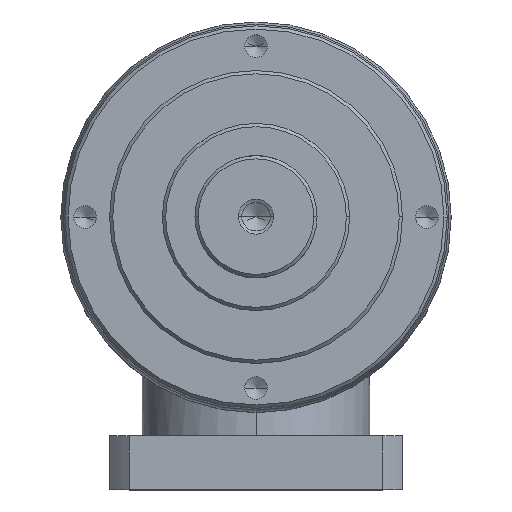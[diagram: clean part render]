
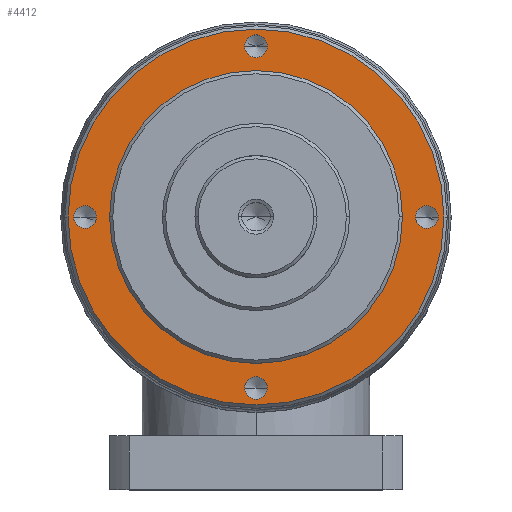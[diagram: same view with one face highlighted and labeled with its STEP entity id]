
A CAD part, top view. The second image highlights one B-rep face of the part: STEP entity #4412.
In plain terms, the highlighted planar face has unit normal (0, 0, 1).
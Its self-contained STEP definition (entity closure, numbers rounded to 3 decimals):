
#73 = AXIS2_PLACEMENT_3D ( 'NONE', #10664, #3939, #11771 ) ;
#430 = DIRECTION ( 'NONE',  ( 1., 0., 0. ) ) ;
#436 = DIRECTION ( 'NONE',  ( 1., 0., 0. ) ) ;
#440 = CIRCLE ( 'NONE', #6814, 7. ) ;
#465 = CIRCLE ( 'NONE', #73, 115.5 ) ;
#594 = CIRCLE ( 'NONE', #11055, 7. ) ;
#734 = AXIS2_PLACEMENT_3D ( 'NONE', #13394, #14518, #7825 ) ;
#739 = AXIS2_PLACEMENT_3D ( 'NONE', #7578, #885, #8715 ) ;
#786 = CIRCLE ( 'NONE', #9465, 90. ) ;
#824 = CIRCLE ( 'NONE', #9229, 90. ) ;
#864 = CARTESIAN_POINT ( 'NONE',  ( -115.5, 0., 226. ) ) ;
#885 = DIRECTION ( 'NONE',  ( 0., 0., 1. ) ) ;
#937 = CIRCLE ( 'NONE', #8351, 7. ) ;
#1086 = CARTESIAN_POINT ( 'NONE',  ( 98., 0., 226. ) ) ;
#1194 = EDGE_LOOP ( 'NONE', ( #6082, #6244 ) ) ;
#1232 = EDGE_LOOP ( 'NONE', ( #13083, #4127 ) ) ;
#1379 = CIRCLE ( 'NONE', #11351, 115.5 ) ;
#1637 = FACE_BOUND ( 'NONE', #2036, .T. ) ;
#1738 = DIRECTION ( 'NONE',  ( 0., 0., 1. ) ) ;
#1853 = VERTEX_POINT ( 'NONE', #1086 ) ;
#2014 = CARTESIAN_POINT ( 'NONE',  ( 0., 0., 226. ) ) ;
#2015 = VERTEX_POINT ( 'NONE', #14034 ) ;
#2036 = EDGE_LOOP ( 'NONE', ( #11100, #4737 ) ) ;
#2126 = CARTESIAN_POINT ( 'NONE',  ( -105., 0., 226. ) ) ;
#2152 = CIRCLE ( 'NONE', #11871, 7. ) ;
#2176 = VERTEX_POINT ( 'NONE', #864 ) ;
#2280 = EDGE_CURVE ( 'NONE', #8059, #2015, #2152, .T. ) ;
#2316 = CIRCLE ( 'NONE', #13497, 7. ) ;
#2573 = DIRECTION ( 'NONE',  ( 0., 0., 1. ) ) ;
#2653 = CARTESIAN_POINT ( 'NONE',  ( -98., 0., 226. ) ) ;
#2757 = DIRECTION ( 'NONE',  ( 0., 0., 1. ) ) ;
#2832 = DIRECTION ( 'NONE',  ( 0., 0., 1. ) ) ;
#2956 = CARTESIAN_POINT ( 'NONE',  ( 112., 0., 226. ) ) ;
#3055 = ORIENTED_EDGE ( 'NONE', *, *, #10979, .F. ) ;
#3133 = DIRECTION ( 'NONE',  ( 1., 0., 0. ) ) ;
#3239 = VERTEX_POINT ( 'NONE', #6315 ) ;
#3245 = DIRECTION ( 'NONE',  ( 1., 0., 0. ) ) ;
#3247 = CARTESIAN_POINT ( 'NONE',  ( 7., 105., 226. ) ) ;
#3320 = ORIENTED_EDGE ( 'NONE', *, *, #12866, .F. ) ;
#3652 = EDGE_CURVE ( 'NONE', #2015, #8059, #440, .T. ) ;
#3655 = CARTESIAN_POINT ( 'NONE',  ( 0., 105., 226. ) ) ;
#3657 = CARTESIAN_POINT ( 'NONE',  ( -7., 105., 226. ) ) ;
#3753 = ORIENTED_EDGE ( 'NONE', *, *, #2280, .F. ) ;
#3896 = FACE_BOUND ( 'NONE', #7382, .T. ) ;
#3939 = DIRECTION ( 'NONE',  ( 0., 0., 1. ) ) ;
#4086 = AXIS2_PLACEMENT_3D ( 'NONE', #3655, #11491, #4771 ) ;
#4127 = ORIENTED_EDGE ( 'NONE', *, *, #11429, .F. ) ;
#4137 = VERTEX_POINT ( 'NONE', #2956 ) ;
#4257 = FACE_BOUND ( 'NONE', #1232, .T. ) ;
#4412 = ADVANCED_FACE ( 'NONE', ( #4257, #1637, #9870, #10223, #6884, #3896 ), #10017, .T. ) ;
#4651 = CARTESIAN_POINT ( 'NONE',  ( 105., 0., 226. ) ) ;
#4737 = ORIENTED_EDGE ( 'NONE', *, *, #6752, .F. ) ;
#4771 = DIRECTION ( 'NONE',  ( 1., 0., 0. ) ) ;
#4779 = CARTESIAN_POINT ( 'NONE',  ( -7., -105., 226. ) ) ;
#4811 = VERTEX_POINT ( 'NONE', #8347 ) ;
#4874 = EDGE_CURVE ( 'NONE', #4137, #1853, #2316, .T. ) ;
#5607 = VERTEX_POINT ( 'NONE', #3657 ) ;
#5756 = DIRECTION ( 'NONE',  ( 1., 0., 0. ) ) ;
#6051 = VERTEX_POINT ( 'NONE', #6113 ) ;
#6082 = ORIENTED_EDGE ( 'NONE', *, *, #9984, .T. ) ;
#6113 = CARTESIAN_POINT ( 'NONE',  ( 7., -105., 226. ) ) ;
#6244 = ORIENTED_EDGE ( 'NONE', *, *, #11623, .T. ) ;
#6315 = CARTESIAN_POINT ( 'NONE',  ( -90., 0., 226. ) ) ;
#6752 = EDGE_CURVE ( 'NONE', #1853, #4137, #594, .T. ) ;
#6814 = AXIS2_PLACEMENT_3D ( 'NONE', #9281, #2573, #10405 ) ;
#6884 = FACE_OUTER_BOUND ( 'NONE', #1194, .T. ) ;
#7153 = DIRECTION ( 'NONE',  ( 0., 0., 1. ) ) ;
#7157 = DIRECTION ( 'NONE',  ( 0., 0., 1. ) ) ;
#7279 = CIRCLE ( 'NONE', #739, 7. ) ;
#7382 = EDGE_LOOP ( 'NONE', ( #3320, #3055 ) ) ;
#7578 = CARTESIAN_POINT ( 'NONE',  ( 0., 105., 226. ) ) ;
#7825 = DIRECTION ( 'NONE',  ( 1., 0., 0. ) ) ;
#8059 = VERTEX_POINT ( 'NONE', #2653 ) ;
#8167 = CIRCLE ( 'NONE', #4086, 7. ) ;
#8347 = CARTESIAN_POINT ( 'NONE',  ( 115.5, 0., 226. ) ) ;
#8351 = AXIS2_PLACEMENT_3D ( 'NONE', #9561, #2832, #10685 ) ;
#8440 = CARTESIAN_POINT ( 'NONE',  ( 105., 0., 226. ) ) ;
#8715 = DIRECTION ( 'NONE',  ( 1., 0., 0. ) ) ;
#9108 = AXIS2_PLACEMENT_3D ( 'NONE', #9470, #2757, #10588 ) ;
#9229 = AXIS2_PLACEMENT_3D ( 'NONE', #13846, #7153, #430 ) ;
#9248 = CARTESIAN_POINT ( 'NONE',  ( 90., 0., 226. ) ) ;
#9281 = CARTESIAN_POINT ( 'NONE',  ( -105., 0., 226. ) ) ;
#9465 = AXIS2_PLACEMENT_3D ( 'NONE', #13851, #7157, #436 ) ;
#9470 = CARTESIAN_POINT ( 'NONE',  ( 0., -105., 226. ) ) ;
#9514 = VERTEX_POINT ( 'NONE', #3247 ) ;
#9561 = CARTESIAN_POINT ( 'NONE',  ( 0., -105., 226. ) ) ;
#9574 = DIRECTION ( 'NONE',  ( 1., 0., 0. ) ) ;
#9580 = ORIENTED_EDGE ( 'NONE', *, *, #3652, .F. ) ;
#9847 = DIRECTION ( 'NONE',  ( 0., 0., 1. ) ) ;
#9869 = EDGE_CURVE ( 'NONE', #6051, #13498, #10994, .T. ) ;
#9870 = FACE_BOUND ( 'NONE', #12320, .T. ) ;
#9971 = DIRECTION ( 'NONE',  ( 0., 0., 1. ) ) ;
#9984 = EDGE_CURVE ( 'NONE', #2176, #4811, #1379, .T. ) ;
#10017 = PLANE ( 'NONE',  #734 ) ;
#10102 = ORIENTED_EDGE ( 'NONE', *, *, #9869, .F. ) ;
#10223 = FACE_BOUND ( 'NONE', #12210, .T. ) ;
#10405 = DIRECTION ( 'NONE',  ( 1., 0., 0. ) ) ;
#10588 = DIRECTION ( 'NONE',  ( 1., 0., 0. ) ) ;
#10664 = CARTESIAN_POINT ( 'NONE',  ( 0., 0., 226. ) ) ;
#10685 = DIRECTION ( 'NONE',  ( 1., 0., 0. ) ) ;
#10913 = VERTEX_POINT ( 'NONE', #9248 ) ;
#10979 = EDGE_CURVE ( 'NONE', #3239, #10913, #824, .T. ) ;
#10994 = CIRCLE ( 'NONE', #9108, 7. ) ;
#11055 = AXIS2_PLACEMENT_3D ( 'NONE', #4651, #12478, #5756 ) ;
#11100 = ORIENTED_EDGE ( 'NONE', *, *, #4874, .F. ) ;
#11351 = AXIS2_PLACEMENT_3D ( 'NONE', #2014, #9847, #3133 ) ;
#11429 = EDGE_CURVE ( 'NONE', #5607, #9514, #8167, .T. ) ;
#11491 = DIRECTION ( 'NONE',  ( 0., 0., 1. ) ) ;
#11623 = EDGE_CURVE ( 'NONE', #4811, #2176, #465, .T. ) ;
#11771 = DIRECTION ( 'NONE',  ( 1., 0., 0. ) ) ;
#11871 = AXIS2_PLACEMENT_3D ( 'NONE', #2126, #9971, #3245 ) ;
#12210 = EDGE_LOOP ( 'NONE', ( #3753, #9580 ) ) ;
#12320 = EDGE_LOOP ( 'NONE', ( #10102, #13056 ) ) ;
#12467 = EDGE_CURVE ( 'NONE', #9514, #5607, #7279, .T. ) ;
#12478 = DIRECTION ( 'NONE',  ( 0., 0., 1. ) ) ;
#12866 = EDGE_CURVE ( 'NONE', #10913, #3239, #786, .T. ) ;
#13056 = ORIENTED_EDGE ( 'NONE', *, *, #14073, .F. ) ;
#13083 = ORIENTED_EDGE ( 'NONE', *, *, #12467, .F. ) ;
#13394 = CARTESIAN_POINT ( 'NONE',  ( 0., 0., 226. ) ) ;
#13497 = AXIS2_PLACEMENT_3D ( 'NONE', #8440, #1738, #9574 ) ;
#13498 = VERTEX_POINT ( 'NONE', #4779 ) ;
#13846 = CARTESIAN_POINT ( 'NONE',  ( 0., 0., 226. ) ) ;
#13851 = CARTESIAN_POINT ( 'NONE',  ( 0., 0., 226. ) ) ;
#14034 = CARTESIAN_POINT ( 'NONE',  ( -112., 0., 226. ) ) ;
#14073 = EDGE_CURVE ( 'NONE', #13498, #6051, #937, .T. ) ;
#14518 = DIRECTION ( 'NONE',  ( 0., 0., 1. ) ) ;
